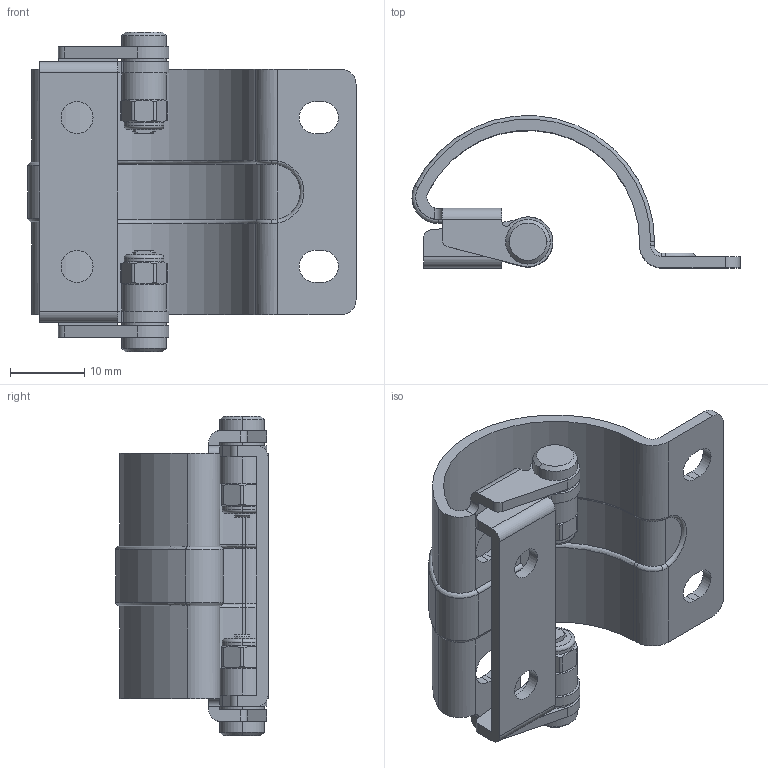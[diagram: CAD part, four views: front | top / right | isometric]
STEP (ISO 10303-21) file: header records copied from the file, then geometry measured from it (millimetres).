
FILE_DESCRIPTION( (''), '2;1');
FILE_NAME ('PC005.18464.TH_190E_4_0.3_25440.stp','2025-04-24T12:19:27',(''),(''),'spGate 19.8.4 (****-****-****-****)','','');
FILE_SCHEMA (('AUTOMOTIVE_DESIGN'));
Length unit declared in the file: millimetre
Products named in the file (3): Assembly; ヒンジピースA; ヒンジピースB
Assembly tree (2 placements, depth 2):
  Assembly
    ヒンジピースA
    ヒンジピースB
Bounding box: 44.09 x 20.47 x 43 mm (x, y, z)
Volume: 4960.9 mm3; surface area: 7156.3 mm2
Topology: 2 solids, 2 shells, 218 faces, 562 edges, 360 vertices
Faces by surface type: cylinder 102, plane 80, bspline 36
Entity records: 11872 total; most frequent: CARTESIAN_POINT 2192, ORIENTED_EDGE 1124, DIRECTION 1042, COLOUR_RGB 782, PRESENTATION_STYLE_ASSIGNMENT 782, STYLED_ITEM 782, EDGE_CURVE 562, DRAUGHTING_PRE_DEFINED_CURVE_FONT 562
